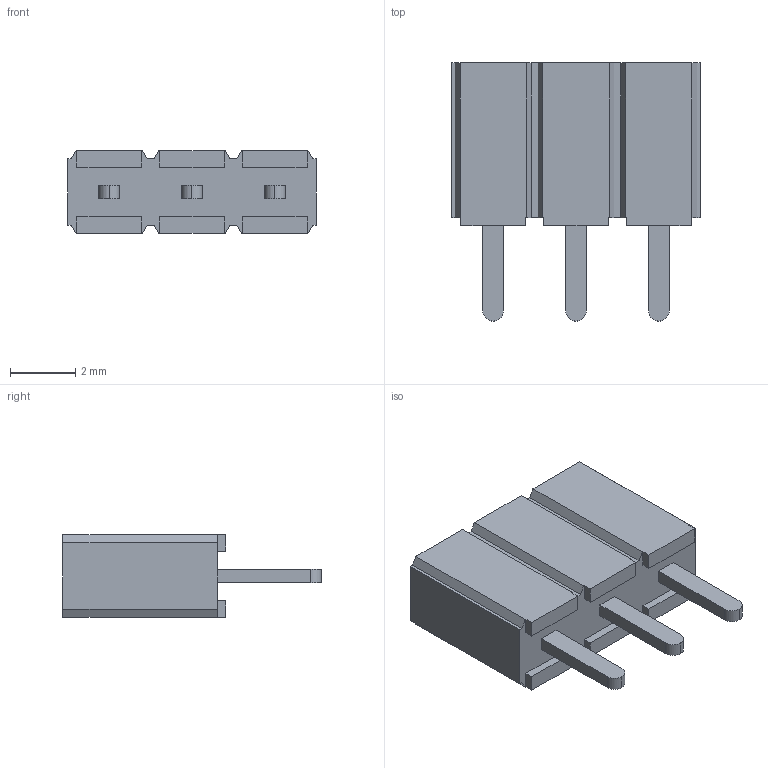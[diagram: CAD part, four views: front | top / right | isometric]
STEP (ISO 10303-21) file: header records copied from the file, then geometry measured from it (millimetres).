
FILE_DESCRIPTION (( 'STEP AP214' ), '1' );
FILE_NAME ('BG095-03-G-N-D.STEP', '2012-07-04T13:22:27', ( 'Master' ), ( '' ), 'SwSTEP 2.0', 'SolidWorks 2010', '' );
FILE_SCHEMA (( 'AUTOMOTIVE_DESIGN' ));
Length unit declared in the file: millimetre
Products named in the file (1): BG095-03-G-N-D
Bounding box: 7.62 x 7.92 x 2.54 mm (x, y, z)
Volume: 84 mm3; surface area: 198.5 mm2
Topology: 1 solids, 1 shells, 99 faces, 261 edges, 170 vertices
Faces by surface type: plane 93, cylinder 6
Entity records: 3905 total; most frequent: CARTESIAN_POINT 531, ORIENTED_EDGE 522, DIRECTION 473, EDGE_CURVE 261, VECTOR 249, LINE 249, VERTEX_POINT 170, AXIS2_PLACEMENT_3D 112
